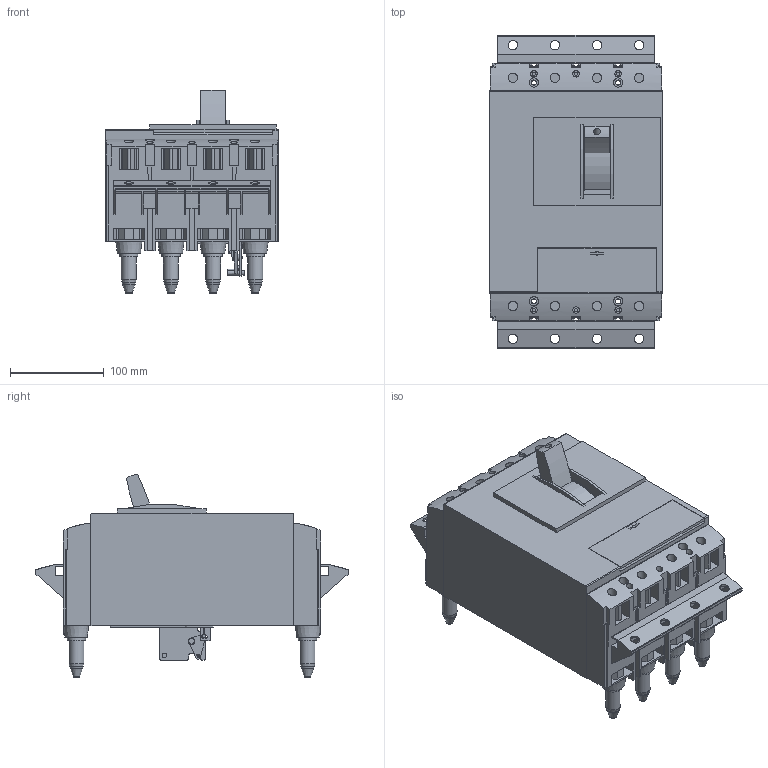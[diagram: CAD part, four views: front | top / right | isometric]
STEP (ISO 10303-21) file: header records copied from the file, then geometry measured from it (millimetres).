
FILE_DESCRIPTION(/* description */ ('STEP AP214'),/* implementation_level */ '2;1');
FILE_NAME(/* name */ 'eaton-molded-case-switches-mcad-3d-models-nzm3-4p-xsve',/* time_stamp */ '2025-07-08T12:17:23+02:00',/* author */ ('License CC BY-ND 4.0'),/* organization */ ('CADENAS'),/* preprocessor_version */ 'ST-DEVELOPER v19.3',/* originating_system */ 'PARTsolutions',/* authorisation */ ' ');
FILE_SCHEMA (('AUTOMOTIVE_DESIGN {1 0 10303 214 3 1 1}'));
Length unit declared in the file: millimetre
Products named in the file (3): 191542; 168508_P1; 168508_P2
Assembly tree (2 placements, depth 2):
  191542
    168508_P1
    168508_P2
Bounding box: 185 x 335 x 217.1 mm (x, y, z)
Volume: 5983275.9 mm3; surface area: 394327.7 mm2
Topology: 2 solids, 2 shells, 1283 faces, 3455 edges, 2278 vertices
Faces by surface type: plane 941, cylinder 284, cone 34, torus 24
Full cylindrical faces by diameter (mm): 1.6 x1, 2 x2, 2.1 x1, 2.6 x1, 3.3 x6, 3.4 x1, 3.5 x3, 3.95 x1, 4 x2, 4.3 x3, 4.5 x7, 5 x2, 5.2 x6, 5.5 x12, 6 x4, 6.5 x6, 6.9 x6, 7 x3, 8 x2, 8.5 x8, 9.9 x4, 10 x16, 16 x8, 19.5 x8, 20 x1
Entity records: 39141 total; most frequent: CARTESIAN_POINT 7037, ORIENTED_EDGE 6506, DIRECTION 6434, EDGE_CURVE 3253, LINE 2582, VECTOR 2582, VERTEX_POINT 2237, AXIS2_PLACEMENT_3D 1926
